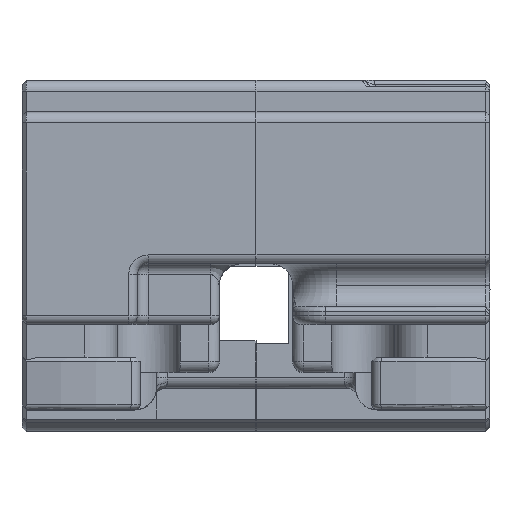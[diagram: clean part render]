
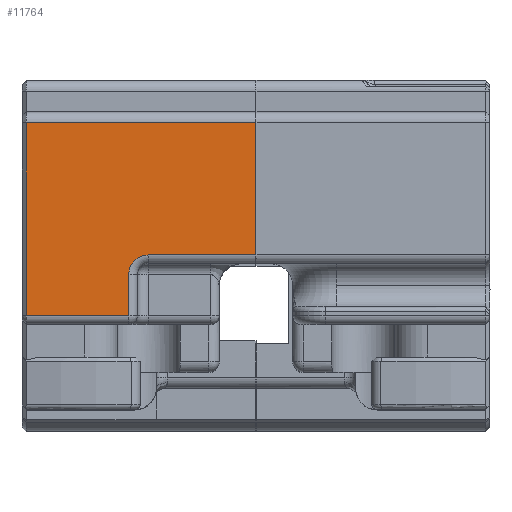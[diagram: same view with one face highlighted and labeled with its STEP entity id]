
A CAD part, top view. The second image highlights one B-rep face of the part: STEP entity #11764.
In plain terms, the highlighted planar face has unit normal (0, 0, 1).
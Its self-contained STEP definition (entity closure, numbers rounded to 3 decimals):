
#216=PLANE('',#12588);
#796=FACE_OUTER_BOUND('',#1461,.T.);
#1461=EDGE_LOOP('',(#8496,#8497,#8498,#8499,#8500,#8501,#8502));
#2154=LINE('',#18519,#3386);
#2174=LINE('',#18588,#3406);
#2181=LINE('',#18608,#3413);
#2251=LINE('',#19021,#3483);
#2252=LINE('',#19022,#3484);
#2253=LINE('',#19023,#3485);
#3386=VECTOR('',#13877,10.);
#3406=VECTOR('',#13935,10.);
#3413=VECTOR('',#13954,10.);
#3483=VECTOR('',#14218,10.);
#3484=VECTOR('',#14219,10.);
#3485=VECTOR('',#14220,10.);
#4597=CIRCLE('',#12553,1.8);
#5070=VERTEX_POINT('',#18514);
#5071=VERTEX_POINT('',#18517);
#5091=VERTEX_POINT('',#18584);
#5099=VERTEX_POINT('',#18606);
#5158=VERTEX_POINT('',#18901);
#5189=VERTEX_POINT('',#19019);
#5190=VERTEX_POINT('',#19020);
#6286=EDGE_CURVE('',#5071,#5070,#2154,.T.);
#6317=EDGE_CURVE('',#5070,#5091,#2174,.T.);
#6327=EDGE_CURVE('',#5099,#5071,#2181,.T.);
#6414=EDGE_CURVE('',#5158,#5099,#4597,.T.);
#6459=EDGE_CURVE('',#5189,#5190,#2251,.T.);
#6460=EDGE_CURVE('',#5091,#5190,#2252,.T.);
#6461=EDGE_CURVE('',#5189,#5158,#2253,.T.);
#8496=ORIENTED_EDGE('',*,*,#6459,.T.);
#8497=ORIENTED_EDGE('',*,*,#6460,.F.);
#8498=ORIENTED_EDGE('',*,*,#6317,.F.);
#8499=ORIENTED_EDGE('',*,*,#6286,.F.);
#8500=ORIENTED_EDGE('',*,*,#6327,.F.);
#8501=ORIENTED_EDGE('',*,*,#6414,.F.);
#8502=ORIENTED_EDGE('',*,*,#6461,.F.);
#11764=ADVANCED_FACE('',(#796),#216,.F.);
#12553=AXIS2_PLACEMENT_3D('',#18902,#14125,#14126);
#12588=AXIS2_PLACEMENT_3D('',#19018,#14216,#14217);
#13877=DIRECTION('',(-1.,0.,0.));
#13935=DIRECTION('',(0.,1.,0.));
#13954=DIRECTION('',(0.,-1.,0.));
#14125=DIRECTION('center_axis',(0.,0.,
1.));
#14126=DIRECTION('ref_axis',(-0.707,0.707,0.));
#14216=DIRECTION('center_axis',(0.,0.,
-1.));
#14217=DIRECTION('ref_axis',(0.,1.,0.));
#14218=DIRECTION('',(0.,1.,0.));
#14219=DIRECTION('',(1.,0.,0.));
#14220=DIRECTION('',(-1.,0.,0.));
#18514=CARTESIAN_POINT('',(-21.2,8.6,27.747));
#18517=CARTESIAN_POINT('',(-11.75,8.6,27.747));
#18519=CARTESIAN_POINT('',(-5.1,8.6,27.747));
#18584=CARTESIAN_POINT('',(-21.2,26.4,27.747));
#18588=CARTESIAN_POINT('',(-21.2,5.6,27.747));
#18606=CARTESIAN_POINT('',(-11.75,12.4,27.747));
#18608=CARTESIAN_POINT('',(-11.75,10.75,27.747));
#18901=CARTESIAN_POINT('',(-9.95,14.2,27.747));
#18902=CARTESIAN_POINT('Origin',(-9.95,12.4,27.747));
#19018=CARTESIAN_POINT('Origin',(-20.,8.3,27.747));
#19019=CARTESIAN_POINT('',(0.,14.2,27.747));
#19020=CARTESIAN_POINT('',(0.,26.4,27.747));
#19021=CARTESIAN_POINT('',(0.,11.25,27.747));
#19022=CARTESIAN_POINT('',(-10.,26.4,27.747));
#19023=CARTESIAN_POINT('',(1.3,14.2,27.747));
